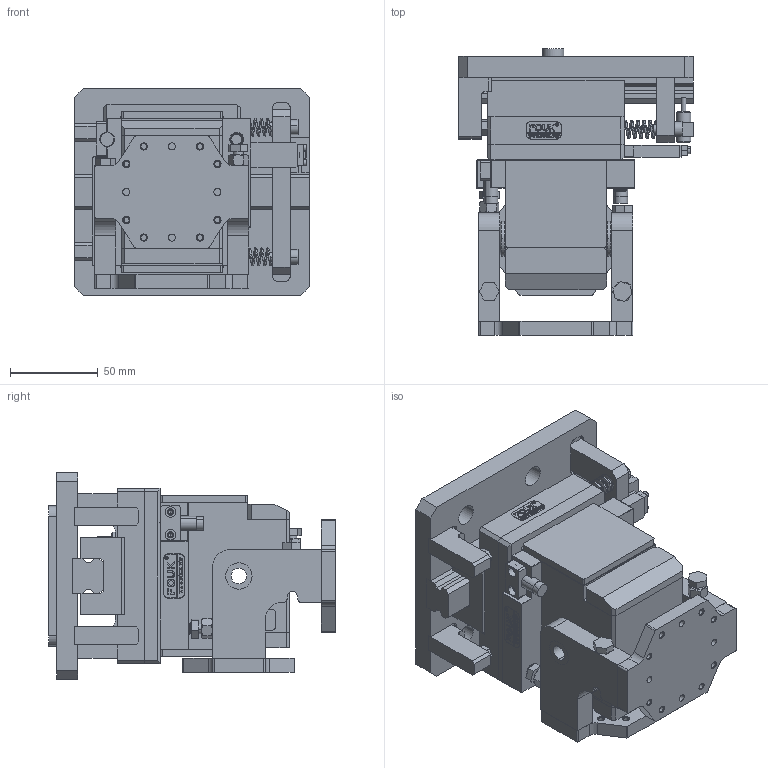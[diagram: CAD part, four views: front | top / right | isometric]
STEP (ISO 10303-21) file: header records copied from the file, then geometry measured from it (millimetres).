
FILE_DESCRIPTION (( 'STEP AP203' ), '1' );
FILE_NAME ('TE40-HE40.STEP', '2025-01-03T02:09:55', ( 'USER-' ), ( 'Microsoft' ), 'SwSTEP 2.0', 'SolidWorks 2018', '' );
FILE_SCHEMA (( 'CONFIG_CONTROL_DESIGN' ));
Length unit declared in the file: millimetre
Products named in the file (40): M5鞠褒芛蹟邡; TE40杅耀.sldasm-Part-3; TZ42-76杅耀.sldasm-Part-9; 20x10-R3; HT-E40-G-07 絳砃沭; TE40杅耀.sldasm-Part-15; TE40杅耀.sldasm-Part-6; 0-TE40摆缸壳体-简易模型; HT-HE40 杅耀; TE40杅耀.sldasm-Part-8; 埴翐芛_GB_FASTENER_SCREWS_HSHCS M2X8-N; 埴翐种6℅20; M5x12蹟隊; hexagon socket head cap screws gb_GB_FASTENER_SCREWS_HSHCS M6X16-N; TE40-M12俋离.sldasm-Part-60; HT-E40-G-04 綴結遺; TE40杅耀.sldasm-Part-12; 揤輸蚾饜极; hexagon nuts grade c gb_GB_FASTENER_NUT_SNC1 M6-N; TE40杅耀.sldasm-Part-13; HT-E40-G-06覜聆假蚾极; HGH20 賑寢; TE40杅耀.sldasm-Part-9; TE40; 10x35耀撿粟銅; HT-E40-G-01 賑寢薊极1; 鞠褒芛蹟邡 M6X20; TE40杅耀.sldasm-Part-4; 羲壽標釱S; HT-E40-G-02 賑輸薊极; TE40杅耀.sldasm-Part-14; HGH20CA賑輸; HT-E40-G-05 蛌薊啣; 揤輸杅耀.sldasm-Part-9; TE40杅耀.sldasm-Part-7; HT-E40-G-03 ヶ癹弇輸; TE40杅耀.sldasm-Part-11; TE40-HE40; 8-18換覜ん; 25x12-R3
Assembly tree (57 placements, depth 4):
  TE40-HE40
    TE40
      TE40杅耀.sldasm-Part-3
      TE40杅耀.sldasm-Part-4
      TE40杅耀.sldasm-Part-6  x2
      TE40杅耀.sldasm-Part-7
      TE40杅耀.sldasm-Part-8
      TE40杅耀.sldasm-Part-9
      TE40杅耀.sldasm-Part-11
      TE40杅耀.sldasm-Part-12  x2
      TE40杅耀.sldasm-Part-13
      TE40杅耀.sldasm-Part-14
      TE40杅耀.sldasm-Part-15  x2
      TE40-M12俋离.sldasm-Part-60  x2
      TZ42-76杅耀.sldasm-Part-9  x2
      0-TE40摆缸壳体-简易模型
      25x12-R3
      鞠褒芛蹟邡 M6X20  x4
      hexagon nuts grade c gb_GB_FASTENER_NUT_SNC1 M6-N  x2
    HT-HE40 杅耀
      HT-E40-G-01 賑寢薊极1
      HGH20 賑寢
      HGH20CA賑輸
      HT-E40-G-02 賑輸薊极
      HT-E40-G-04 綴結遺
      HT-E40-G-03 ヶ癹弇輸  x2
      M5鞠褒芛蹟邡  x2
      HT-E40-G-07 絳砃沭
      HT-E40-G-05 蛌薊啣
      HT-E40-G-06覜聆假蚾极
      羲壽標釱S
      8-18換覜ん
      10x35耀撿粟銅  x2
      M5x12蹟隊  x2
      揤輸蚾饜极
        揤輸杅耀.sldasm-Part-9
        埴翐芛_GB_FASTENER_SCREWS_HSHCS M2X8-N  x2
      20x10-R3
      hexagon socket head cap screws gb_GB_FASTENER_SCREWS_HSHCS M6X16-N  x4
      埴翐种6℅20  x2
Bounding box: 134 x 163.5 x 118 mm (x, y, z)
Volume: 1044006.1 mm3; surface area: 254913.7 mm2
Topology: 54 solids, 56 shells, 2319 faces, 5972 edges, 3865 vertices
Faces by surface type: plane 1116, cylinder 655, bspline 322, cone 202, torus 24
Entity records: 82963 total; most frequent: CARTESIAN_POINT 30917, ORIENTED_EDGE 10232, DIRECTION 8947, EDGE_CURVE 5116, VERTEX_POINT 3344, VECTOR 3219, LINE 3219, AXIS2_PLACEMENT_3D 2864
